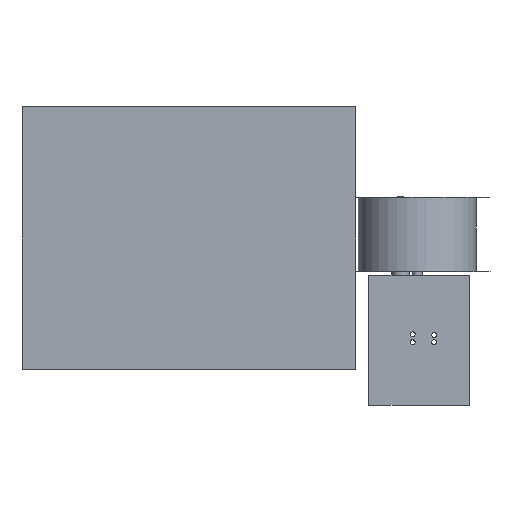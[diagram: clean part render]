
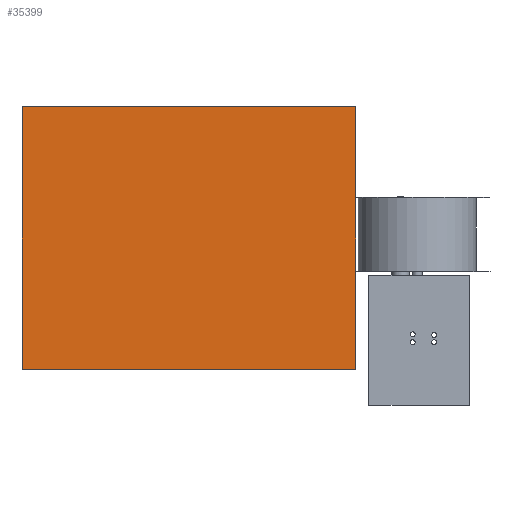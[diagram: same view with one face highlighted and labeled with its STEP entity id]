
A CAD part, front view. The second image highlights one B-rep face of the part: STEP entity #35399.
In plain terms, the highlighted face is planar.
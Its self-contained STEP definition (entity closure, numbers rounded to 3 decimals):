
#2611=FACE_OUTER_BOUND('',#4504,.T.);
#4504=EDGE_LOOP('',(#28277,#28278,#28279,#28280));
#7848=LINE('',#56372,#12113);
#7849=LINE('',#56374,#12114);
#7850=LINE('',#56376,#12115);
#7851=LINE('',#56377,#12116);
#12113=VECTOR('',#42998,10.);
#12114=VECTOR('',#42999,10.);
#12115=VECTOR('',#43000,10.);
#12116=VECTOR('',#43001,10.);
#15871=VERTEX_POINT('',#56370);
#15872=VERTEX_POINT('',#56371);
#15873=VERTEX_POINT('',#56373);
#15874=VERTEX_POINT('',#56375);
#20276=EDGE_CURVE('',#15871,#15872,#7848,.T.);
#20277=EDGE_CURVE('',#15872,#15873,#7849,.T.);
#20278=EDGE_CURVE('',#15873,#15874,#7850,.T.);
#20279=EDGE_CURVE('',#15874,#15871,#7851,.T.);
#28277=ORIENTED_EDGE('',*,*,#20276,.T.);
#28278=ORIENTED_EDGE('',*,*,#20277,.T.);
#28279=ORIENTED_EDGE('',*,*,#20278,.T.);
#28280=ORIENTED_EDGE('',*,*,#20279,.T.);
#33876=PLANE('',#37293);
#35399=ADVANCED_FACE('',(#2611),#33876,.T.);
#37293=AXIS2_PLACEMENT_3D('',#56369,#42996,#42997);
#42996=DIRECTION('center_axis',(-1.,0.,0.));
#42997=DIRECTION('ref_axis',(0.,0.,
-1.));
#42998=DIRECTION('',(0.,-1.,0.));
#42999=DIRECTION('',(0.,0.,1.));
#43000=DIRECTION('',(0.,1.,0.));
#43001=DIRECTION('',(0.,0.,-1.));
#56369=CARTESIAN_POINT('Origin',(-578.819,-1011.503,204.199));
#56370=CARTESIAN_POINT('',(-578.819,-706.657,-35.323));
#56371=CARTESIAN_POINT('',(-578.819,-1316.348,-35.323));
#56372=CARTESIAN_POINT('',(-578.819,-1011.503,-35.323));
#56373=CARTESIAN_POINT('',(-578.819,-1316.348,443.72));
#56374=CARTESIAN_POINT('',(-578.819,-1316.348,204.199));
#56375=CARTESIAN_POINT('',(-578.819,-706.657,443.72));
#56376=CARTESIAN_POINT('',(-578.819,-1011.503,443.72));
#56377=CARTESIAN_POINT('',(-578.819,-706.657,204.199));
